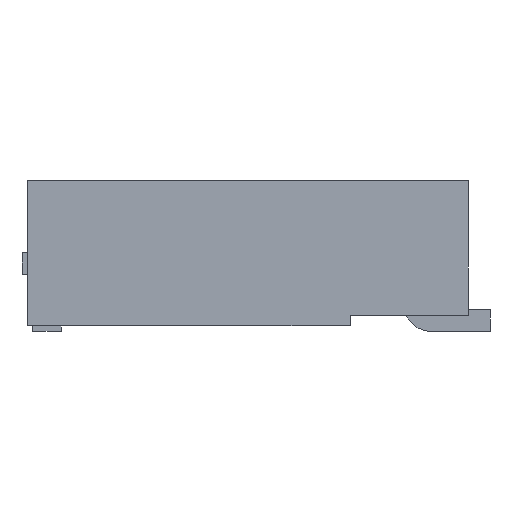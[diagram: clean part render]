
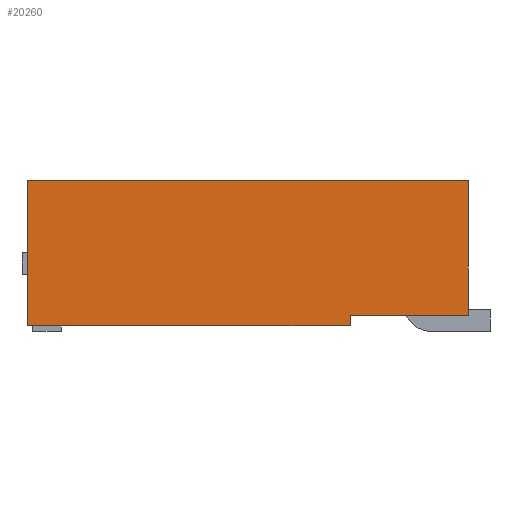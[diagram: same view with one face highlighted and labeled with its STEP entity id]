
A CAD part, left-side view. The second image highlights one B-rep face of the part: STEP entity #20260.
In plain terms, the highlighted planar face has unit normal (-1, 0, 0).
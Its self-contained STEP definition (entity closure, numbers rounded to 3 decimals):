
#17680=CARTESIAN_POINT('',(-68.495,-21.75,9.999));
#17690=DIRECTION('',(0.,0.,-1.));
#17700=VECTOR('',#17690,1.);
#17710=LINE('',#17680,#17700);
#17720=CARTESIAN_POINT('',(-68.495,-21.75,1.45));
#17730=VERTEX_POINT('',#17720);
#17740=CARTESIAN_POINT('',(-68.495,-21.75,0.2));
#17750=VERTEX_POINT('',#17740);
#17760=EDGE_CURVE('',#17730,#17750,#17710,.T.);
#19800=CARTESIAN_POINT('',(-68.495,-17.547,1.485));
#19810=DIRECTION('',(-1.,-0.,-0.));
#19820=DIRECTION('',(0.,0.,-1.));
#19830=AXIS2_PLACEMENT_3D('',#19800,#19810,#19820);
#19840=PLANE('',#19830);
#19850=CARTESIAN_POINT('',(-68.495,-17.65,9.999));
#19860=DIRECTION('',(0.,0.,-1.));
#19870=VECTOR('',#19860,1.);
#19880=LINE('',#19850,#19870);
#19890=CARTESIAN_POINT('',(-68.495,-17.65,1.45));
#19900=VERTEX_POINT('',#19890);
#19910=CARTESIAN_POINT('',(-68.495,-17.65,0.1));
#19920=VERTEX_POINT('',#19910);
#19930=EDGE_CURVE('',#19900,#19920,#19880,.T.);
#19940=ORIENTED_EDGE('',*,*,#19930,.T.);
#19950=CARTESIAN_POINT('',(-68.495,-28.759,1.45));
#19960=DIRECTION('',(-0.,-1.,0.));
#19970=VECTOR('',#19960,1.);
#19980=LINE('',#19950,#19970);
#19990=EDGE_CURVE('',#19900,#17730,#19980,.T.);
#20000=ORIENTED_EDGE('',*,*,#19990,.F.);
#20010=ORIENTED_EDGE('',*,*,#17760,.F.);
#20020=CARTESIAN_POINT('',(-68.495,-28.759,
0.2));
#20030=DIRECTION('',(0.,-1.,0.));
#20040=VECTOR('',#20030,1.);
#20050=LINE('',#20020,#20040);
#20060=CARTESIAN_POINT('',(-68.495,-20.65,0.2));
#20070=VERTEX_POINT('',#20060);
#20080=EDGE_CURVE('',#20070,#17750,#20050,.T.);
#20090=ORIENTED_EDGE('',*,*,#20080,.T.);
#20100=CARTESIAN_POINT('',(-68.495,-20.65,9.999));
#20110=DIRECTION('',(0.,0.,-1.));
#20120=VECTOR('',#20110,1.);
#20130=LINE('',#20100,#20120);
#20140=CARTESIAN_POINT('',(-68.495,-20.65,0.1));
#20150=VERTEX_POINT('',#20140);
#20160=EDGE_CURVE('',#20070,#20150,#20130,.T.);
#20170=ORIENTED_EDGE('',*,*,#20160,.F.);
#20180=CARTESIAN_POINT('',(-68.495,-28.759,
0.1));
#20190=DIRECTION('',(0.,1.,0.));
#20200=VECTOR('',#20190,1.);
#20210=LINE('',#20180,#20200);
#20220=EDGE_CURVE('',#20150,#19920,#20210,.T.);
#20230=ORIENTED_EDGE('',*,*,#20220,.F.);
#20240=EDGE_LOOP('',(#20230,#20170,#20090,#20010,#20000,#19940));
#20250=FACE_OUTER_BOUND('',#20240,.T.);
#20260=ADVANCED_FACE('',(#20250),#19840,.T.);
